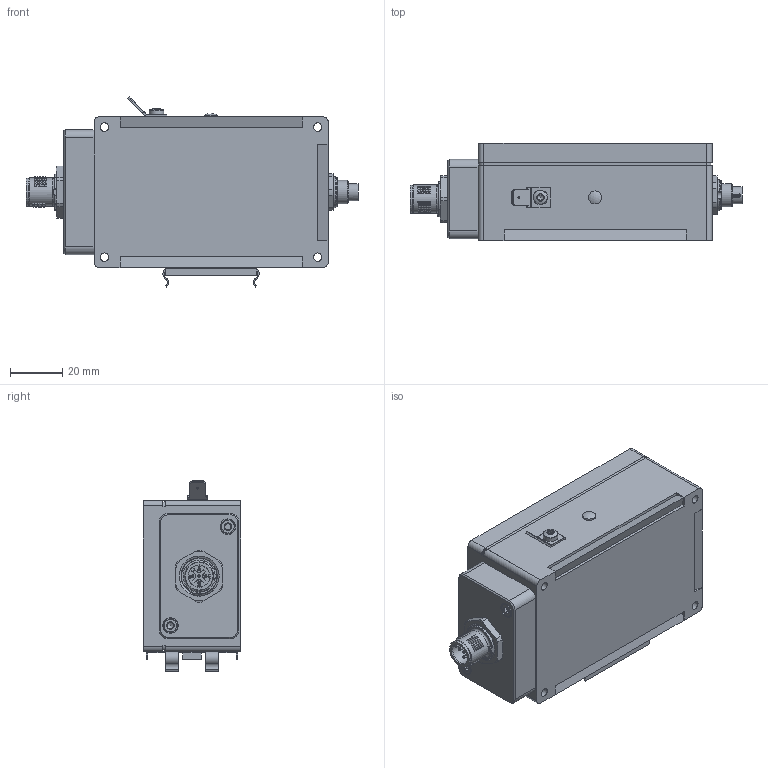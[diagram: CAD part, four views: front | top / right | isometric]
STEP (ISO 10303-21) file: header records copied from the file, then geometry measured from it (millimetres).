
FILE_DESCRIPTION(/* description */ (''),/* implementation_level */ '2;1');
FILE_NAME(/* name */ 'ARE i2.0x LF DOKU v2.step',/* time_stamp */ '2023-09-13T16:34:10+02:00',/* author */ (''),/* organization */ (''),/* preprocessor_version */ 'ST-DEVELOPER v20',/* originating_system */ 'Autodesk Translation Framework v12.9.0.99',/* authorisation */ '');
FILE_SCHEMA (('AUTOMOTIVE_DESIGN { 1 0 10303 214 3 1 1 }'));
Products named in the file (23): ARE i2.0x LF BASIS; #48414; BEDRUCKUNG; KerbKonus 813000030800; #48417; #48418; #48419; #48420; SAB 2.0 v8; PHOENIX 1542703 v1; 1421372; 415271; ARE i2.0_Cylinder head screw DIN 912 M3x12 07060.030.012(High) v1; ARE i2.0_Cylinder head screw DIN 912 M3x12 07060.030.012(High) v1 (1); BIVAR__INC_PLW5-7MM v1; Erdungsklemme v3; Rittal 2309.000 v1; M4 x 6 v1; BN 1593 1575252 hexagon socket button head screw M4x6; M4 x 6 v1 (1); BN 1593 1575252 hexagon socket button head screw M4x6 (1); Pan head screw ISO 14583 M3x10 24425.030.010(High); 09_0407_80_03 v1
Assembly tree (23 placements, depth 4):
  ARE i2.0x LF BASIS
    #48414
      KerbKonus 813000030800  x2
      BEDRUCKUNG
    #48417
      #48418
    #48419
    #48420
    SAB 2.0 v8
      PHOENIX 1542703 v1
        1421372
        415271
    ARE i2.0_Cylinder head screw DIN 912 M3x12 07060.030.012(High) v1
    ARE i2.0_Cylinder head screw DIN 912 M3x12 07060.030.012(High) v1 (1)
    BIVAR__INC_PLW5-7MM v1
    Erdungsklemme v3
    Rittal 2309.000 v1
    M4 x 6 v1
      BN 1593 1575252 hexagon socket button head screw M4x6
    M4 x 6 v1 (1)
      BN 1593 1575252 hexagon socket button head screw M4x6 (1)
    Pan head screw ISO 14583 M3x10 24425.030.010(High)
    09_0407_80_03 v1
Bounding box: 127.65 x 37.5 x 73.09 mm (x, y, z)
Volume: 87225.9 mm3; surface area: 52255.3 mm2
Topology: 2 solids, 7 shells, 1277 faces, 3479 edges, 2229 vertices
Faces by surface type: plane 656, cylinder 338, bspline 125, cone 100, torus 36, sphere 22
Full cylindrical faces by diameter (mm): 0.7 x3, 1 x7, 1.3 x5, 1.52 x1, 1.778 x1, 2.6 x1, 2.693 x1, 3 x3, 3.2 x6, 3.3 x2, 3.5 x1, 3.861 x1, 4 x6, 4.134 x1, 4.2 x2, 4.242 x2, 4.4 x2, 5.004 x1, 5.134 x1, 5.5 x2, 5.6 x1, 6 x3, 6.6 x1, 7.5 x1, 8.315 x1, 9 x1, 9.65 x1, 10.7 x1, 10.9 x1, 12.9 x2
Entity records: 48362 total; most frequent: CARTESIAN_POINT 16032, ORIENTED_EDGE 6912, DIRECTION 6321, EDGE_CURVE 3456, VERTEX_POINT 2229, AXIS2_PLACEMENT_3D 2159, LINE 2003, VECTOR 2003
